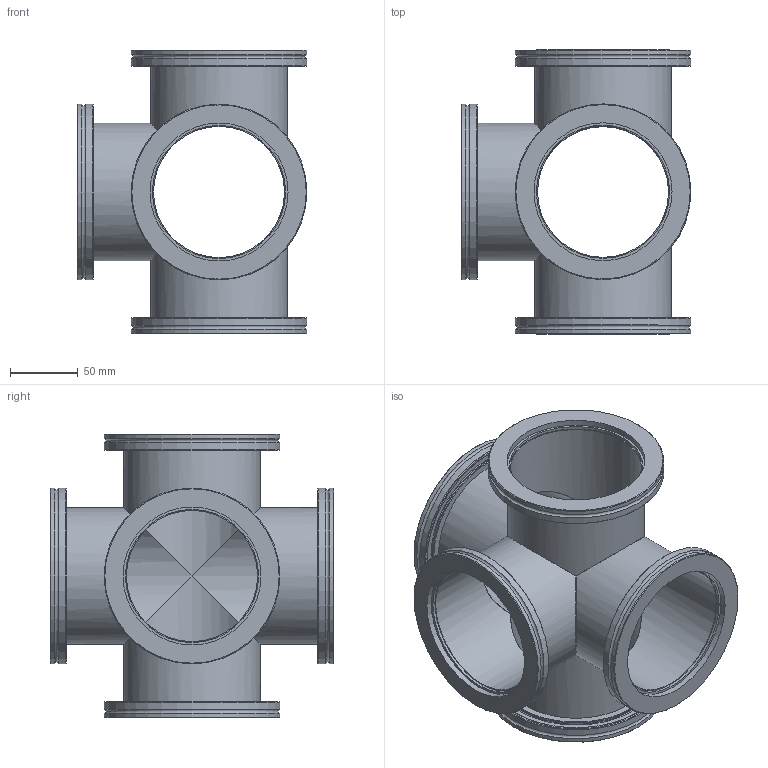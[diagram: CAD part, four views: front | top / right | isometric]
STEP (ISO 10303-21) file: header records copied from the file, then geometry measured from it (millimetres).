
FILE_DESCRIPTION(/* description */ (''),/* implementation_level */ '2;1');
FILE_NAME(/* name */ 'FL-5X100LF.stp',/* time_stamp */ '2019-02-01T13:28:28+00:00',/* author */ ('paul'),/* organization */ (''),/* preprocessor_version */ 'ST-DEVELOPER v17.2',/* originating_system */ 'Autodesk Inventor 2019',/* authorisation */ '');
FILE_SCHEMA (('AUTOMOTIVE_DESIGN { 1 0 10303 214 3 1 1 }'));
Length unit declared in the file: millimetre
Products named in the file (4): FL-5X40KF; TUBE; TUBE2; FL-100LF-W
Assembly tree (10 placements, depth 2):
  FL-5X40KF
    TUBE  x4
    TUBE2
    FL-100LF-W  x5
Bounding box: 170 x 210 x 210 mm (x, y, z)
Volume: 478910.9 mm3; surface area: 299786.1 mm2
Topology: 10 solids, 10 shells, 131 faces, 310 edges, 214 vertices
Faces by surface type: plane 51, cylinder 45, torus 25, cone 10
Full cylindrical faces by diameter (mm): 97 x5, 98.55 x5, 101.2 x4, 101.5 x5, 101.6 x1, 102.1 x5, 112.5 x5, 125 x5, 130 x10
Entity records: 1224 total; most frequent: DIRECTION 232, CARTESIAN_POINT 180, ORIENTED_EDGE 158, AXIS2_PLACEMENT_3D 106, EDGE_CURVE 79, VERTEX_POINT 54, CIRCLE 43, EDGE_LOOP 41
